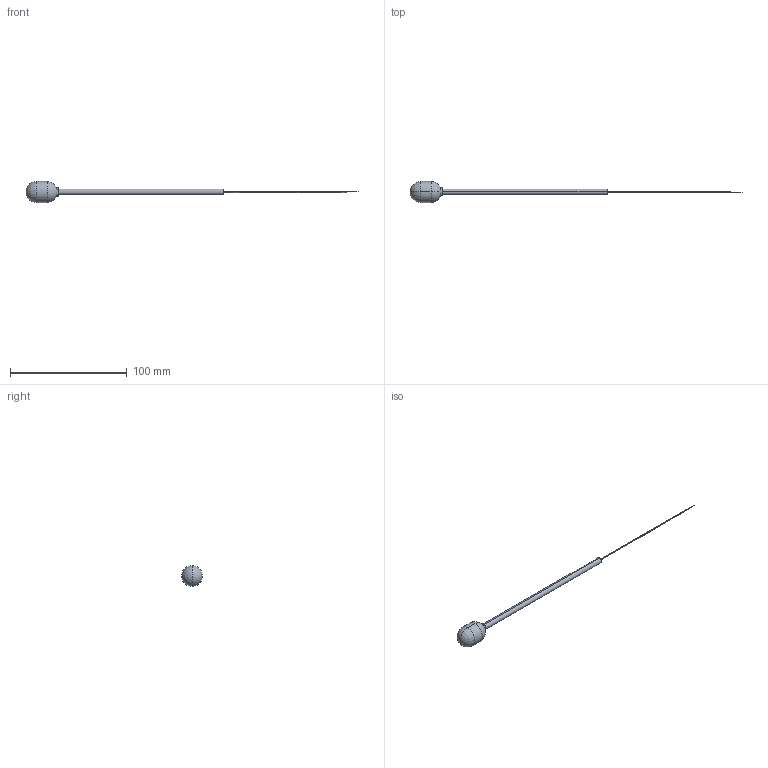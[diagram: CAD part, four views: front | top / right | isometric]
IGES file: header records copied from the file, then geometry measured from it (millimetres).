
Start section:  PTC IGES file: fb-ho-25624-000_sw0001.igs
Global section: file name: fb-ho-25624-000_sw0001.igs; native system: Pro/ENGINEER by Parametric Technology Corporation; preprocessor: 2011220; author: oqiu; organization: Unknown; date: 20120410.104510; units: inch
Bounding box: 284.44 x 18.03 x 18.03 mm (x, y, z)
Volume: 7690 mm3; surface area: 4653.8 mm2
Topology: 1 solids, 2 shells, 99 faces, 230 edges, 143 vertices
Faces by surface type: revolution 50, bspline 49
